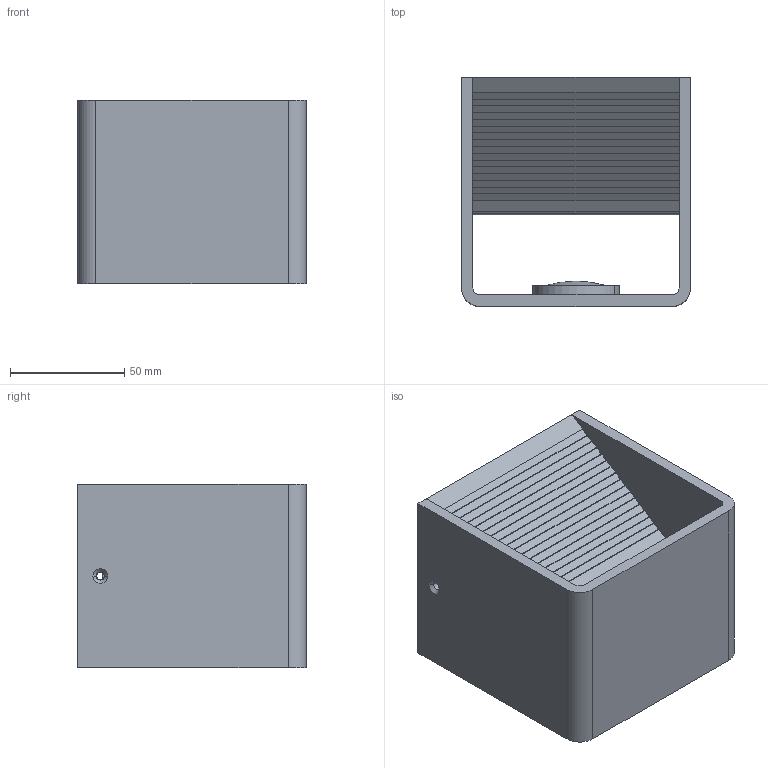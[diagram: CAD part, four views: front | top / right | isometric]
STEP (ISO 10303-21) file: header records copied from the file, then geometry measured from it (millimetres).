
FILE_DESCRIPTION(('CATIA V5 STEP Exchange','CAx-IF Rec.Pracs.--- Model Styling and Organization---1.4--- 2014-01-23','CAx-IF Rec.Pracs.---3D Tessellated Data Validation Properties---0.5---2014-09-14'),'2;1');
FILE_NAME('GW-9201A.stp','2023-03-20T07:08:15+00:00',('none'),('none'),'CATIA Version 5-6 Release 2018','CATIA V5 STEP AP242','none');
FILE_SCHEMA(('AP242_MANAGED_MODEL_BASED_3D_ENGINEERING_MIM_LF {1 0 10303 442 1 1 4}'));
Length unit declared in the file: millimetre
Products named in the file (7): GW-9201B; 支架; 灯罩; 亚克力; 光源; 电器; Part11.1
Assembly tree (6 placements, depth 2):
  GW-9201B
    支架
    灯罩
    亚克力
    光源
    电器
    Part11.1
Bounding box: 100 x 100 x 80 mm (x, y, z)
Volume: 153645.7 mm3; surface area: 96355.7 mm2
Topology: 7 solids, 7 shells, 236 faces, 640 edges, 420 vertices
Faces by surface type: plane 164, cylinder 62, cone 4, torus 4, sphere 2
Entity records: 7192 total; most frequent: CARTESIAN_POINT 1312, ORIENTED_EDGE 1272, DIRECTION 1018, EDGE_CURVE 636, VECTOR 495, LINE 495, VERTEX_POINT 417, AXIS2_PLACEMENT_3D 330
